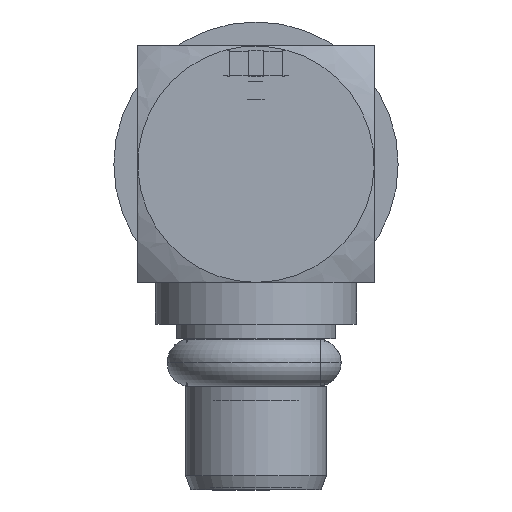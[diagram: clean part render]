
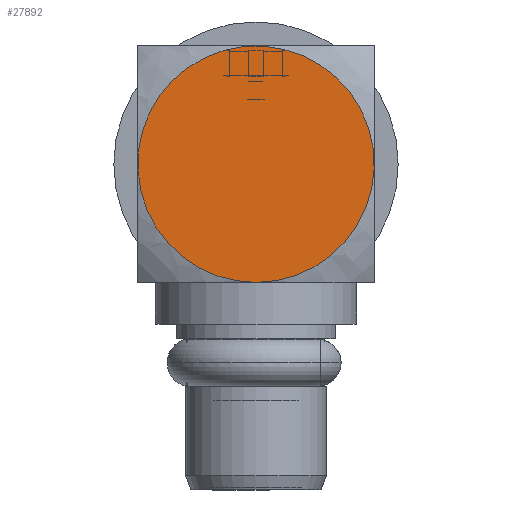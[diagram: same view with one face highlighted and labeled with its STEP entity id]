
A CAD part, front view. The second image highlights one B-rep face of the part: STEP entity #27892.
In plain terms, the highlighted planar face has unit normal (0, -1, 0).
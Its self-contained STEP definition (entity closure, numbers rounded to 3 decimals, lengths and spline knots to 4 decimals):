
#3886=PLANE('',#28419);
#9187=ORIENTED_EDGE('',*,*,#12191,.T.);
#12191=EDGE_CURVE('',#13722,#13722,#13915,.T.);
#13722=VERTEX_POINT('',#61609);
#13915=CIRCLE('',#28416,1.9952);
#15302=EDGE_LOOP('',(#9187));
#16718=FACE_BOUND('',#15302,.T.);
#27892=ADVANCED_FACE('',(#16718),#3886,.T.);
#28416=AXIS2_PLACEMENT_3D('',#61608,#29526,#29527);
#28419=AXIS2_PLACEMENT_3D('',#61613,#29532,#29533);
#29526=DIRECTION('',(0.,-1.,0.));
#29527=DIRECTION('',(0.,0.,-1.));
#29532=DIRECTION('',(0.,-1.,0.));
#29533=DIRECTION('',(0.,0.,-1.));
#61608=CARTESIAN_POINT('',(0.,-74.91,0.));
#61609=CARTESIAN_POINT('',(0.,-74.91,-1.9952));
#61613=CARTESIAN_POINT('',(-2.,-74.91,2.));
